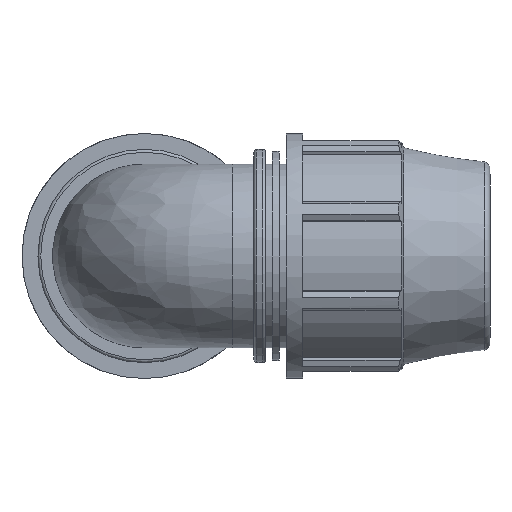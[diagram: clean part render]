
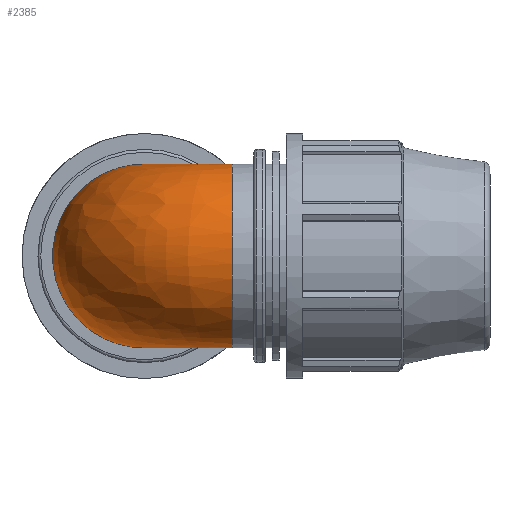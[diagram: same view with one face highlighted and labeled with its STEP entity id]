
A CAD part, front view. The second image highlights one B-rep face of the part: STEP entity #2385.
In plain terms, the highlighted free-form (B-spline) face has degree [2, 2] with [9, 3] control points.
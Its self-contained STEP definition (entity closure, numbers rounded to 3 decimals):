
#23=(
BOUNDED_SURFACE()
B_SPLINE_SURFACE(2,2,((#4050,#4051,#4052),(#4053,#4054,#4055),(#4056,#4057,
#4058),(#4059,#4060,#4061),(#4062,#4063,#4064),(#4065,#4066,#4067),(#4068,
#4069,#4070),(#4071,#4072,#4073),(#4074,#4075,#4076)),.UNSPECIFIED.,.F.,
 .F.,.F.)
B_SPLINE_SURFACE_WITH_KNOTS((3,2,2,2,3),(3,3),(-2.474,-1.237,
0.,1.237,2.474),(-1.571,
0.),.UNSPECIFIED.)
GEOMETRIC_REPRESENTATION_ITEM()
RATIONAL_B_SPLINE_SURFACE(((1.,0.707,1.),(0.815,
0.576,0.815),(1.,0.707,1.),(0.815,
0.576,0.815),(1.,0.707,1.),(0.815,
0.576,0.815),(1.,0.707,1.),(0.815,
0.576,0.815),(1.,0.707,1.)))
REPRESENTATION_ITEM('')
SURFACE()
);
#36=B_SPLINE_CURVE_WITH_KNOTS('',3,(#3984,#3985,#3986,#3987,#3988,#3989,
#3990,#3991,#3992,#3993,#3994,#3995,#3996,#3997),.UNSPECIFIED.,.F.,.F.,
(4,2,2,2,2,2,4),(-0.002,0.,0.508,0.977,
1.276,1.587,1.589),.UNSPECIFIED.);
#38=B_SPLINE_CURVE_WITH_KNOTS('',3,(#4020,#4021,#4022,#4023,#4024,#4025,
#4026,#4027,#4028,#4029,#4030,#4031,#4032,#4033),.UNSPECIFIED.,.F.,.F.,
(4,2,2,2,2,2,4),(-0.002,0.,0.311,0.61,
1.078,1.586,1.587),.UNSPECIFIED.);
#208=FACE_OUTER_BOUND('',#357,.T.);
#357=EDGE_LOOP('',(#1885,#1886,#1887,#1888));
#538=CIRCLE('',#2597,57.75);
#539=CIRCLE('',#2598,57.75);
#1131=VERTEX_POINT('',#3981);
#1132=VERTEX_POINT('',#3983);
#1135=VERTEX_POINT('',#4017);
#1136=VERTEX_POINT('',#4019);
#1427=EDGE_CURVE('',#1132,#1131,#36,.T.);
#1431=EDGE_CURVE('',#1136,#1135,#38,.T.);
#1439=EDGE_CURVE('',#1136,#1131,#538,.T.);
#1440=EDGE_CURVE('',#1132,#1135,#539,.T.);
#1885=ORIENTED_EDGE('',*,*,#1427,.T.);
#1886=ORIENTED_EDGE('',*,*,#1439,.F.);
#1887=ORIENTED_EDGE('',*,*,#1431,.T.);
#1888=ORIENTED_EDGE('',*,*,#1440,.F.);
#2385=ADVANCED_FACE('',(#208),#23,.F.);
#2597=AXIS2_PLACEMENT_3D('',#4077,#3127,#3128);
#2598=AXIS2_PLACEMENT_3D('',#4078,#3129,#3130);
#3127=DIRECTION('center_axis',(1.,0.,0.));
#3128=DIRECTION('ref_axis',(0.,0.,-1.));
#3129=DIRECTION('center_axis',(0.,1.,0.));
#3130=DIRECTION('ref_axis',(0.,0.,-1.));
#3981=CARTESIAN_POINT('',(55.,44.579,-36.712));
#3983=CARTESIAN_POINT('',(44.579,55.,-36.712));
#3984=CARTESIAN_POINT('Ctrl Pts',(44.579,55.,-36.712));
#3985=CARTESIAN_POINT('Ctrl Pts',(44.58,54.995,-36.711));
#3986=CARTESIAN_POINT('Ctrl Pts',(44.581,54.989,-36.71));
#3987=CARTESIAN_POINT('Ctrl Pts',(44.88,53.356,-36.35));
#3988=CARTESIAN_POINT('Ctrl Pts',(45.478,51.785,-36.081));
#3989=CARTESIAN_POINT('Ctrl Pts',(47.206,49.044,-35.801));
#3990=CARTESIAN_POINT('Ctrl Pts',(48.266,47.893,-35.775));
#3991=CARTESIAN_POINT('Ctrl Pts',(50.309,46.363,-35.918));
#3992=CARTESIAN_POINT('Ctrl Pts',(51.166,45.866,-36.018));
#3993=CARTESIAN_POINT('Ctrl Pts',(53.008,45.06,-36.302));
#3994=CARTESIAN_POINT('Ctrl Pts',(53.987,44.764,-36.489));
#3995=CARTESIAN_POINT('Ctrl Pts',(54.989,44.581,-36.71));
#3996=CARTESIAN_POINT('Ctrl Pts',(54.995,44.58,-36.711));
#3997=CARTESIAN_POINT('Ctrl Pts',(55.,44.579,-36.712));
#4017=CARTESIAN_POINT('',(44.579,55.,36.712));
#4019=CARTESIAN_POINT('',(55.,44.579,36.712));
#4020=CARTESIAN_POINT('Ctrl Pts',(55.,44.579,36.712));
#4021=CARTESIAN_POINT('Ctrl Pts',(54.995,44.58,36.711));
#4022=CARTESIAN_POINT('Ctrl Pts',(54.989,44.581,36.71));
#4023=CARTESIAN_POINT('Ctrl Pts',(53.987,44.764,36.489));
#4024=CARTESIAN_POINT('Ctrl Pts',(53.008,45.06,36.302));
#4025=CARTESIAN_POINT('Ctrl Pts',(51.166,45.866,36.018));
#4026=CARTESIAN_POINT('Ctrl Pts',(50.309,46.363,35.918));
#4027=CARTESIAN_POINT('Ctrl Pts',(48.266,47.893,35.775));
#4028=CARTESIAN_POINT('Ctrl Pts',(47.206,49.044,35.801));
#4029=CARTESIAN_POINT('Ctrl Pts',(45.478,51.785,36.081));
#4030=CARTESIAN_POINT('Ctrl Pts',(44.88,53.356,36.35));
#4031=CARTESIAN_POINT('Ctrl Pts',(44.581,54.989,36.71));
#4032=CARTESIAN_POINT('Ctrl Pts',(44.58,54.995,36.711));
#4033=CARTESIAN_POINT('Ctrl Pts',(44.579,55.,36.712));
#4050=CARTESIAN_POINT('Ctrl Pts',(55.,45.334,35.775));
#4051=CARTESIAN_POINT('Ctrl Pts',(45.334,45.334,35.775));
#4052=CARTESIAN_POINT('Ctrl Pts',(45.334,55.,35.775));
#4053=CARTESIAN_POINT('Ctrl Pts',(55.,19.881,68.029));
#4054=CARTESIAN_POINT('Ctrl Pts',(19.881,19.881,68.029));
#4055=CARTESIAN_POINT('Ctrl Pts',(19.881,55.,68.029));
#4056=CARTESIAN_POINT('Ctrl Pts',(55.,-18.934,54.558));
#4057=CARTESIAN_POINT('Ctrl Pts',(-18.934,-18.934,54.558));
#4058=CARTESIAN_POINT('Ctrl Pts',(-18.934,55.,54.558));
#4059=CARTESIAN_POINT('Ctrl Pts',(55.,-57.75,41.087));
#4060=CARTESIAN_POINT('Ctrl Pts',(-57.75,-57.75,41.087));
#4061=CARTESIAN_POINT('Ctrl Pts',(-57.75,55.,41.087));
#4062=CARTESIAN_POINT('Ctrl Pts',(55.,-57.75,0.));
#4063=CARTESIAN_POINT('Ctrl Pts',(-57.75,-57.75,0.));
#4064=CARTESIAN_POINT('Ctrl Pts',(-57.75,55.,0.));
#4065=CARTESIAN_POINT('Ctrl Pts',(55.,-57.75,-41.087));
#4066=CARTESIAN_POINT('Ctrl Pts',(-57.75,-57.75,-41.087));
#4067=CARTESIAN_POINT('Ctrl Pts',(-57.75,55.,-41.087));
#4068=CARTESIAN_POINT('Ctrl Pts',(55.,-18.934,-54.558));
#4069=CARTESIAN_POINT('Ctrl Pts',(-18.934,-18.934,-54.558));
#4070=CARTESIAN_POINT('Ctrl Pts',(-18.934,55.,-54.558));
#4071=CARTESIAN_POINT('Ctrl Pts',(55.,19.881,-68.029));
#4072=CARTESIAN_POINT('Ctrl Pts',(19.881,19.881,-68.029));
#4073=CARTESIAN_POINT('Ctrl Pts',(19.881,55.,-68.029));
#4074=CARTESIAN_POINT('Ctrl Pts',(55.,45.334,-35.775));
#4075=CARTESIAN_POINT('Ctrl Pts',(45.334,45.334,-35.775));
#4076=CARTESIAN_POINT('Ctrl Pts',(45.334,55.,-35.775));
#4077=CARTESIAN_POINT('Origin',(55.,0.,0.));
#4078=CARTESIAN_POINT('Origin',(0.,55.,
0.));
